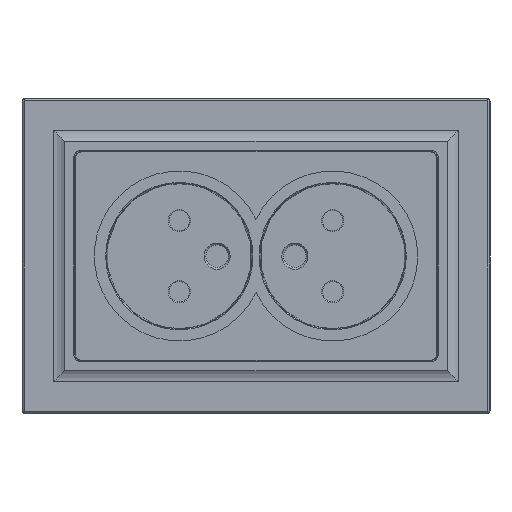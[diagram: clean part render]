
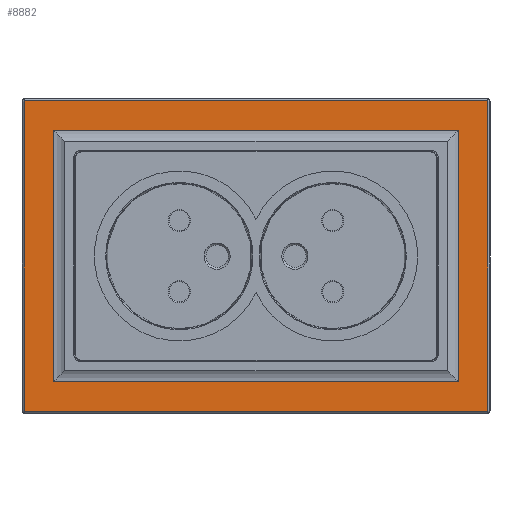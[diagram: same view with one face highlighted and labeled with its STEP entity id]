
A CAD part, top view. The second image highlights one B-rep face of the part: STEP entity #8882.
In plain terms, the highlighted face is planar.
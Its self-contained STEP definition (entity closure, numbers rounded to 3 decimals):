
#56 = VECTOR ( 'NONE', #407, 1000. ) ;
#93 = EDGE_CURVE ( 'NONE', #10389, #6385, #7342, .T. ) ;
#98 = LINE ( 'NONE', #12088, #581 ) ;
#178 = CARTESIAN_POINT ( 'NONE',  ( -123.474, 0., 0. ) ) ;
#180 = CARTESIAN_POINT ( 'NONE',  ( -123.544, 82.918, 0. ) ) ;
#272 = VERTEX_POINT ( 'NONE', #4674 ) ;
#339 = CARTESIAN_POINT ( 'NONE',  ( -52.558, 75.117, 0. ) ) ;
#407 = DIRECTION ( 'NONE',  ( -1., 0., 0. ) ) ;
#463 = CARTESIAN_POINT ( 'NONE',  ( 0.273, 82.675, 0. ) ) ;
#509 = ORIENTED_EDGE ( 'NONE', *, *, #7525, .F. ) ;
#581 = VECTOR ( 'NONE', #2192, 1000. ) ;
#646 = DIRECTION ( 'NONE',  ( 0., 1., 0. ) ) ;
#859 = B_SPLINE_CURVE_WITH_KNOTS ( 'NONE', 3,
 ( #1165, #7055, #3252, #10066, #178, #6336 ),
 .UNSPECIFIED., .F., .F.,
 ( 4, 2, 4 ),
 ( 0., 0.5, 1. ),
 .UNSPECIFIED. ) ;
#1030 = CARTESIAN_POINT ( 'NONE',  ( 0.243, 0.13, 0. ) ) ;
#1112 = VERTEX_POINT ( 'NONE', #6144 ) ;
#1165 = CARTESIAN_POINT ( 'NONE',  ( -123.675, 0.273, 0. ) ) ;
#1167 = CARTESIAN_POINT ( 'NONE',  ( -123.675, 82.675, 0. ) ) ;
#1294 = CARTESIAN_POINT ( 'NONE',  ( 0.072, 0., 0. ) ) ;
#1449 = CARTESIAN_POINT ( 'NONE',  ( 0.243, 82.817, 0. ) ) ;
#1686 = ORIENTED_EDGE ( 'NONE', *, *, #2160, .F. ) ;
#1747 = CARTESIAN_POINT ( 'NONE',  ( -115.844, 71.117, 0. ) ) ;
#1879 = B_SPLINE_CURVE_WITH_KNOTS ( 'NONE', 3,
 ( #2995, #11116, #1030, #4105, #1294, #5223 ),
 .UNSPECIFIED., .F., .F.,
 ( 4, 2, 4 ),
 ( 0., 0.5, 1. ),
 .UNSPECIFIED. ) ;
#1991 = VECTOR ( 'NONE', #11350, 1000. ) ;
#2116 = B_SPLINE_CURVE_WITH_KNOTS ( 'NONE', 3,
 ( #5508, #12371, #2358, #1449, #10223, #463 ),
 .UNSPECIFIED., .F., .F.,
 ( 4, 2, 4 ),
 ( 0., 0.5, 1. ),
 .UNSPECIFIED. ) ;
#2160 = EDGE_CURVE ( 'NONE', #11538, #4275, #11817, .T. ) ;
#2192 = DIRECTION ( 'NONE',  ( -1., 0., 0. ) ) ;
#2358 = CARTESIAN_POINT ( 'NONE',  ( 0.142, 82.918, 0. ) ) ;
#2536 = FACE_BOUND ( 'NONE', #9446, .T. ) ;
#2582 = VERTEX_POINT ( 'NONE', #3973 ) ;
#2592 = EDGE_CURVE ( 'NONE', #2582, #5680, #98, .T. ) ;
#2599 = PLANE ( 'NONE',  #4107 ) ;
#2669 = DIRECTION ( 'NONE',  ( -1., 0., 0. ) ) ;
#2700 = CARTESIAN_POINT ( 'NONE',  ( -7.558, 7.831, 0. ) ) ;
#2995 = CARTESIAN_POINT ( 'NONE',  ( 0.273, 0.273, 0. ) ) ;
#3073 = CARTESIAN_POINT ( 'NONE',  ( -123.402, 82.948, 0. ) ) ;
#3196 = CARTESIAN_POINT ( 'NONE',  ( -123.474, 82.948, 0. ) ) ;
#3252 = CARTESIAN_POINT ( 'NONE',  ( -123.646, 0.13, 0. ) ) ;
#3356 = VECTOR ( 'NONE', #646, 1000. ) ;
#3646 = EDGE_LOOP ( 'NONE', ( #4301, #8626, #8706, #1686, #7012, #11189, #9115, #7250 ) ) ;
#3748 = CARTESIAN_POINT ( 'NONE',  ( 0.273, 0.273, 0. ) ) ;
#3821 = CARTESIAN_POINT ( 'NONE',  ( -123.675, 41.474, 0. ) ) ;
#3862 = EDGE_CURVE ( 'NONE', #5793, #5680, #859, .T. ) ;
#3973 = CARTESIAN_POINT ( 'NONE',  ( 0., 0., 0. ) ) ;
#4028 = CARTESIAN_POINT ( 'NONE',  ( -115.844, 75.117, 0. ) ) ;
#4089 = CARTESIAN_POINT ( 'NONE',  ( -115.844, 7.831, 0. ) ) ;
#4105 = CARTESIAN_POINT ( 'NONE',  ( 0.142, 0.029, 0. ) ) ;
#4107 = AXIS2_PLACEMENT_3D ( 'NONE', #6599, #10657, #2669 ) ;
#4257 = VERTEX_POINT ( 'NONE', #3748 ) ;
#4275 = VERTEX_POINT ( 'NONE', #5661 ) ;
#4290 = VERTEX_POINT ( 'NONE', #2700 ) ;
#4301 = ORIENTED_EDGE ( 'NONE', *, *, #2592, .T. ) ;
#4674 = CARTESIAN_POINT ( 'NONE',  ( 0.273, 82.675, 0. ) ) ;
#4708 = EDGE_CURVE ( 'NONE', #4290, #10389, #7879, .T. ) ;
#4762 = VECTOR ( 'NONE', #12674, 1000. ) ;
#4903 = CARTESIAN_POINT ( 'NONE',  ( 0.273, 41.474, 0. ) ) ;
#5160 = VECTOR ( 'NONE', #6741, 1000. ) ;
#5223 = CARTESIAN_POINT ( 'NONE',  ( 0., 0., 0. ) ) ;
#5508 = CARTESIAN_POINT ( 'NONE',  ( 0., 82.948, 0. ) ) ;
#5661 = CARTESIAN_POINT ( 'NONE',  ( -123.675, 82.675, 0. ) ) ;
#5680 = VERTEX_POINT ( 'NONE', #6150 ) ;
#5793 = VERTEX_POINT ( 'NONE', #6342 ) ;
#5986 = CARTESIAN_POINT ( 'NONE',  ( -7.558, 71.117, 0. ) ) ;
#6144 = CARTESIAN_POINT ( 'NONE',  ( 0., 82.948, 0. ) ) ;
#6150 = CARTESIAN_POINT ( 'NONE',  ( -123.402, 0., 0. ) ) ;
#6336 = CARTESIAN_POINT ( 'NONE',  ( -123.402, 0., 0. ) ) ;
#6342 = CARTESIAN_POINT ( 'NONE',  ( -123.675, 0.273, 0. ) ) ;
#6385 = VERTEX_POINT ( 'NONE', #4028 ) ;
#6536 = FACE_OUTER_BOUND ( 'NONE', #3646, .T. ) ;
#6599 = CARTESIAN_POINT ( 'NONE',  ( -82.201, 41.474, 0. ) ) ;
#6722 = DIRECTION ( 'NONE',  ( 0., 1., 0. ) ) ;
#6741 = DIRECTION ( 'NONE',  ( 0., -1., 0. ) ) ;
#7012 = ORIENTED_EDGE ( 'NONE', *, *, #7506, .T. ) ;
#7055 = CARTESIAN_POINT ( 'NONE',  ( -123.675, 0.201, 0. ) ) ;
#7237 = EDGE_CURVE ( 'NONE', #4257, #2582, #1879, .T. ) ;
#7250 = ORIENTED_EDGE ( 'NONE', *, *, #7237, .T. ) ;
#7342 = LINE ( 'NONE', #339, #56 ) ;
#7506 = EDGE_CURVE ( 'NONE', #11538, #1112, #7761, .T. ) ;
#7525 = EDGE_CURVE ( 'NONE', #7608, #6385, #8616, .T. ) ;
#7552 = LINE ( 'NONE', #12391, #1991 ) ;
#7608 = VERTEX_POINT ( 'NONE', #4089 ) ;
#7678 = DIRECTION ( 'NONE',  ( 0., -1., 0. ) ) ;
#7691 = EDGE_CURVE ( 'NONE', #7608, #4290, #7552, .T. ) ;
#7761 = LINE ( 'NONE', #8748, #4762 ) ;
#7879 = LINE ( 'NONE', #5986, #3356 ) ;
#7931 = EDGE_CURVE ( 'NONE', #4275, #5793, #12850, .T. ) ;
#8511 = EDGE_CURVE ( 'NONE', #272, #4257, #12697, .T. ) ;
#8538 = CARTESIAN_POINT ( 'NONE',  ( -7.558, 75.117, 0. ) ) ;
#8616 = LINE ( 'NONE', #1747, #8883 ) ;
#8626 = ORIENTED_EDGE ( 'NONE', *, *, #3862, .F. ) ;
#8706 = ORIENTED_EDGE ( 'NONE', *, *, #7931, .F. ) ;
#8748 = CARTESIAN_POINT ( 'NONE',  ( -82.201, 82.948, 0. ) ) ;
#8821 = ORIENTED_EDGE ( 'NONE', *, *, #4708, .T. ) ;
#8882 = ADVANCED_FACE ( 'NONE', ( #2536, #6536 ), #2599, .T. ) ;
#8883 = VECTOR ( 'NONE', #6722, 1000. ) ;
#9115 = ORIENTED_EDGE ( 'NONE', *, *, #8511, .T. ) ;
#9150 = CARTESIAN_POINT ( 'NONE',  ( -123.402, 82.948, 0. ) ) ;
#9446 = EDGE_LOOP ( 'NONE', ( #8821, #12403, #509, #10354 ) ) ;
#10066 = CARTESIAN_POINT ( 'NONE',  ( -123.544, 0.029, 0. ) ) ;
#10223 = CARTESIAN_POINT ( 'NONE',  ( 0.273, 82.746, 0. ) ) ;
#10350 = VECTOR ( 'NONE', #7678, 1000. ) ;
#10354 = ORIENTED_EDGE ( 'NONE', *, *, #7691, .T. ) ;
#10389 = VERTEX_POINT ( 'NONE', #8538 ) ;
#10657 = DIRECTION ( 'NONE',  ( 0., 0., -1. ) ) ;
#11116 = CARTESIAN_POINT ( 'NONE',  ( 0.273, 0.201, 0. ) ) ;
#11189 = ORIENTED_EDGE ( 'NONE', *, *, #11290, .T. ) ;
#11290 = EDGE_CURVE ( 'NONE', #1112, #272, #2116, .T. ) ;
#11350 = DIRECTION ( 'NONE',  ( 1., 0., 0. ) ) ;
#11538 = VERTEX_POINT ( 'NONE', #3073 ) ;
#11817 = B_SPLINE_CURVE_WITH_KNOTS ( 'NONE', 3,
 ( #9150, #3196, #180, #12037, #11974, #1167 ),
 .UNSPECIFIED., .F., .F.,
 ( 4, 2, 4 ),
 ( 0., 0.5, 1. ),
 .UNSPECIFIED. ) ;
#11974 = CARTESIAN_POINT ( 'NONE',  ( -123.675, 82.746, 0. ) ) ;
#12037 = CARTESIAN_POINT ( 'NONE',  ( -123.646, 82.817, 0. ) ) ;
#12088 = CARTESIAN_POINT ( 'NONE',  ( -82.201, 0., 0. ) ) ;
#12371 = CARTESIAN_POINT ( 'NONE',  ( 0.072, 82.948, 0. ) ) ;
#12391 = CARTESIAN_POINT ( 'NONE',  ( -111.843, 7.831, 0. ) ) ;
#12403 = ORIENTED_EDGE ( 'NONE', *, *, #93, .T. ) ;
#12674 = DIRECTION ( 'NONE',  ( 1., 0., 0. ) ) ;
#12697 = LINE ( 'NONE', #4903, #5160 ) ;
#12850 = LINE ( 'NONE', #3821, #10350 ) ;
